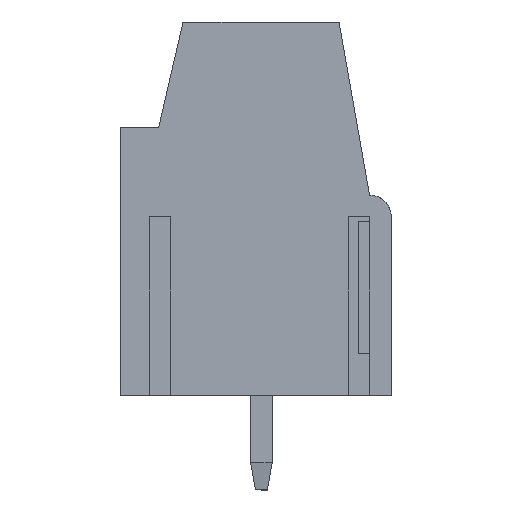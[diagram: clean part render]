
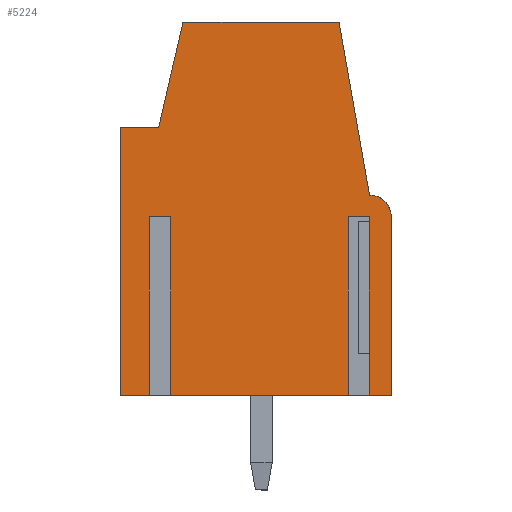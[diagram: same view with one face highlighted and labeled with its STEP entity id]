
A CAD part, left-side view. The second image highlights one B-rep face of the part: STEP entity #5224.
In plain terms, the highlighted planar face has unit normal (-1, 0, 0).
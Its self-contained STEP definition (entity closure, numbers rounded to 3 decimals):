
#5140=AXIS2_PLACEMENT_3D('Plane Axis2P3D',#5137,#5138,#5139) ;
#5170=AXIS2_PLACEMENT_3D('Circle Axis2P3D',#5168,#5169,$) ;
#4037=CARTESIAN_POINT('Vertex',(0.,10.,13.4)) ;
#4121=CARTESIAN_POINT('Vertex',(0.,10.,3.5)) ;
#4124=CARTESIAN_POINT('Line Origine',(0.,10.,8.45)) ;
#4181=CARTESIAN_POINT('Vertex',(0.,7.7,17.3)) ;
#4230=CARTESIAN_POINT('Vertex',(0.,8.6,13.4)) ;
#4233=CARTESIAN_POINT('Line Origine',(0.,8.15,15.35)) ;
#4309=CARTESIAN_POINT('Line Origine',(0.,9.3,13.4)) ;
#4503=CARTESIAN_POINT('Vertex',(0.,8.16,3.5)) ;
#4517=CARTESIAN_POINT('Vertex',(0.,8.94,3.5)) ;
#4520=CARTESIAN_POINT('Line Origine',(0.,9.47,3.5)) ;
#4592=CARTESIAN_POINT('Vertex',(0.,0.,3.5)) ;
#4595=CARTESIAN_POINT('Line Origine',(0.,0.405,3.5)) ;
#4599=CARTESIAN_POINT('Vertex',(0.,0.81,3.5)) ;
#4620=CARTESIAN_POINT('Vertex',(0.,1.59,3.5)) ;
#4623=CARTESIAN_POINT('Line Origine',(0.,4.875,3.5)) ;
#5137=CARTESIAN_POINT('Axis2P3D Location',(0.,10.,0.3)) ;
#5142=CARTESIAN_POINT('Line Origine',(0.,1.59,6.8)) ;
#5146=CARTESIAN_POINT('Vertex',(0.,1.59,10.1)) ;
#5149=CARTESIAN_POINT('Line Origine',(0.,1.2,10.1)) ;
#5153=CARTESIAN_POINT('Vertex',(0.,0.81,10.1)) ;
#5156=CARTESIAN_POINT('Line Origine',(0.,0.81,6.8)) ;
#5161=CARTESIAN_POINT('Line Origine',(0.,0.,6.8)) ;
#5165=CARTESIAN_POINT('Vertex',(0.,0.,10.1)) ;
#5168=CARTESIAN_POINT('Axis2P3D Location',(0.,0.8,10.1)) ;
#5172=CARTESIAN_POINT('Vertex',(0.,0.8,10.9)) ;
#5175=CARTESIAN_POINT('Line Origine',(0.,1.364,14.1)) ;
#5179=CARTESIAN_POINT('Vertex',(0.,1.928,17.3)) ;
#5182=CARTESIAN_POINT('Line Origine',(0.,4.814,17.3)) ;
#5187=CARTESIAN_POINT('Line Origine',(0.,8.94,6.8)) ;
#5191=CARTESIAN_POINT('Vertex',(0.,8.94,10.1)) ;
#5194=CARTESIAN_POINT('Line Origine',(0.,8.55,10.1)) ;
#5198=CARTESIAN_POINT('Vertex',(0.,8.16,10.1)) ;
#5201=CARTESIAN_POINT('Line Origine',(0.,8.16,6.8)) ;
#4125=DIRECTION('Vector Direction',(0.,0.,1.)) ;
#4234=DIRECTION('Vector Direction',(0.,-0.225,0.974)) ;
#4310=DIRECTION('Vector Direction',(0.,-1.,0.)) ;
#4521=DIRECTION('Vector Direction',(0.,-1.,0.)) ;
#4596=DIRECTION('Vector Direction',(0.,-1.,0.)) ;
#4624=DIRECTION('Vector Direction',(0.,-1.,0.)) ;
#5138=DIRECTION('Axis2P3D Direction',(1.,0.,0.)) ;
#5139=DIRECTION('Axis2P3D XDirection',(0.,0.,-1.)) ;
#5143=DIRECTION('Vector Direction',(0.,0.,1.)) ;
#5150=DIRECTION('Vector Direction',(0.,1.,0.)) ;
#5157=DIRECTION('Vector Direction',(0.,0.,1.)) ;
#5162=DIRECTION('Vector Direction',(0.,0.,-1.)) ;
#5169=DIRECTION('Axis2P3D Direction',(1.,0.,0.)) ;
#5176=DIRECTION('Vector Direction',(0.,-0.174,-0.985)) ;
#5183=DIRECTION('Vector Direction',(0.,-1.,0.)) ;
#5188=DIRECTION('Vector Direction',(0.,0.,1.)) ;
#5195=DIRECTION('Vector Direction',(0.,1.,0.)) ;
#5202=DIRECTION('Vector Direction',(0.,0.,1.)) ;
#4126=VECTOR('Line Direction',#4125,1.) ;
#4235=VECTOR('Line Direction',#4234,1.) ;
#4311=VECTOR('Line Direction',#4310,1.) ;
#4522=VECTOR('Line Direction',#4521,1.) ;
#4597=VECTOR('Line Direction',#4596,1.) ;
#4625=VECTOR('Line Direction',#4624,1.) ;
#5144=VECTOR('Line Direction',#5143,1.) ;
#5151=VECTOR('Line Direction',#5150,1.) ;
#5158=VECTOR('Line Direction',#5157,1.) ;
#5163=VECTOR('Line Direction',#5162,1.) ;
#5177=VECTOR('Line Direction',#5176,1.) ;
#5184=VECTOR('Line Direction',#5183,1.) ;
#5189=VECTOR('Line Direction',#5188,1.) ;
#5196=VECTOR('Line Direction',#5195,1.) ;
#5203=VECTOR('Line Direction',#5202,1.) ;
#5207=ORIENTED_EDGE('',*,*,#5148,.T.) ;
#5208=ORIENTED_EDGE('',*,*,#5155,.F.) ;
#5209=ORIENTED_EDGE('',*,*,#5160,.F.) ;
#5210=ORIENTED_EDGE('',*,*,#4601,.T.) ;
#5211=ORIENTED_EDGE('',*,*,#5167,.F.) ;
#5212=ORIENTED_EDGE('',*,*,#5174,.F.) ;
#5213=ORIENTED_EDGE('',*,*,#5181,.F.) ;
#5214=ORIENTED_EDGE('',*,*,#5186,.F.) ;
#5215=ORIENTED_EDGE('',*,*,#4237,.F.) ;
#5216=ORIENTED_EDGE('',*,*,#4313,.F.) ;
#5217=ORIENTED_EDGE('',*,*,#4128,.F.) ;
#5218=ORIENTED_EDGE('',*,*,#4524,.T.) ;
#5219=ORIENTED_EDGE('',*,*,#5193,.T.) ;
#5220=ORIENTED_EDGE('',*,*,#5200,.F.) ;
#5221=ORIENTED_EDGE('',*,*,#5205,.F.) ;
#5222=ORIENTED_EDGE('',*,*,#4627,.T.) ;
#5224=ADVANCED_FACE('HOUSING',(#5223),#5141,.F.) ;
#5171=CIRCLE('generated circle',#5170,0.8) ;
#4128=EDGE_CURVE('',#4122,#4038,#4127,.T.) ;
#4237=EDGE_CURVE('',#4231,#4182,#4236,.T.) ;
#4313=EDGE_CURVE('',#4038,#4231,#4312,.T.) ;
#4524=EDGE_CURVE('',#4122,#4518,#4523,.T.) ;
#4601=EDGE_CURVE('',#4600,#4593,#4598,.T.) ;
#4627=EDGE_CURVE('',#4504,#4621,#4626,.T.) ;
#5148=EDGE_CURVE('',#4621,#5147,#5145,.T.) ;
#5155=EDGE_CURVE('',#5154,#5147,#5152,.T.) ;
#5160=EDGE_CURVE('',#4600,#5154,#5159,.T.) ;
#5167=EDGE_CURVE('',#5166,#4593,#5164,.T.) ;
#5174=EDGE_CURVE('',#5173,#5166,#5171,.T.) ;
#5181=EDGE_CURVE('',#5180,#5173,#5178,.T.) ;
#5186=EDGE_CURVE('',#4182,#5180,#5185,.T.) ;
#5193=EDGE_CURVE('',#4518,#5192,#5190,.T.) ;
#5200=EDGE_CURVE('',#5199,#5192,#5197,.T.) ;
#5205=EDGE_CURVE('',#4504,#5199,#5204,.T.) ;
#5206=EDGE_LOOP('',(#5207,#5208,#5209,#5210,#5211,#5212,#5213,#5214,#5215,#5216,#5217,#5218,#5219,#5220,#5221,#5222)) ;
#5223=FACE_OUTER_BOUND('',#5206,.T.) ;
#4127=LINE('Line',#4124,#4126) ;
#4236=LINE('Line',#4233,#4235) ;
#4312=LINE('Line',#4309,#4311) ;
#4523=LINE('Line',#4520,#4522) ;
#4598=LINE('Line',#4595,#4597) ;
#4626=LINE('Line',#4623,#4625) ;
#5145=LINE('Line',#5142,#5144) ;
#5152=LINE('Line',#5149,#5151) ;
#5159=LINE('Line',#5156,#5158) ;
#5164=LINE('Line',#5161,#5163) ;
#5178=LINE('Line',#5175,#5177) ;
#5185=LINE('Line',#5182,#5184) ;
#5190=LINE('Line',#5187,#5189) ;
#5197=LINE('Line',#5194,#5196) ;
#5204=LINE('Line',#5201,#5203) ;
#5141=PLANE('',#5140) ;
#4038=VERTEX_POINT('',#4037) ;
#4122=VERTEX_POINT('',#4121) ;
#4182=VERTEX_POINT('',#4181) ;
#4231=VERTEX_POINT('',#4230) ;
#4504=VERTEX_POINT('',#4503) ;
#4518=VERTEX_POINT('',#4517) ;
#4593=VERTEX_POINT('',#4592) ;
#4600=VERTEX_POINT('',#4599) ;
#4621=VERTEX_POINT('',#4620) ;
#5147=VERTEX_POINT('',#5146) ;
#5154=VERTEX_POINT('',#5153) ;
#5166=VERTEX_POINT('',#5165) ;
#5173=VERTEX_POINT('',#5172) ;
#5180=VERTEX_POINT('',#5179) ;
#5192=VERTEX_POINT('',#5191) ;
#5199=VERTEX_POINT('',#5198) ;
